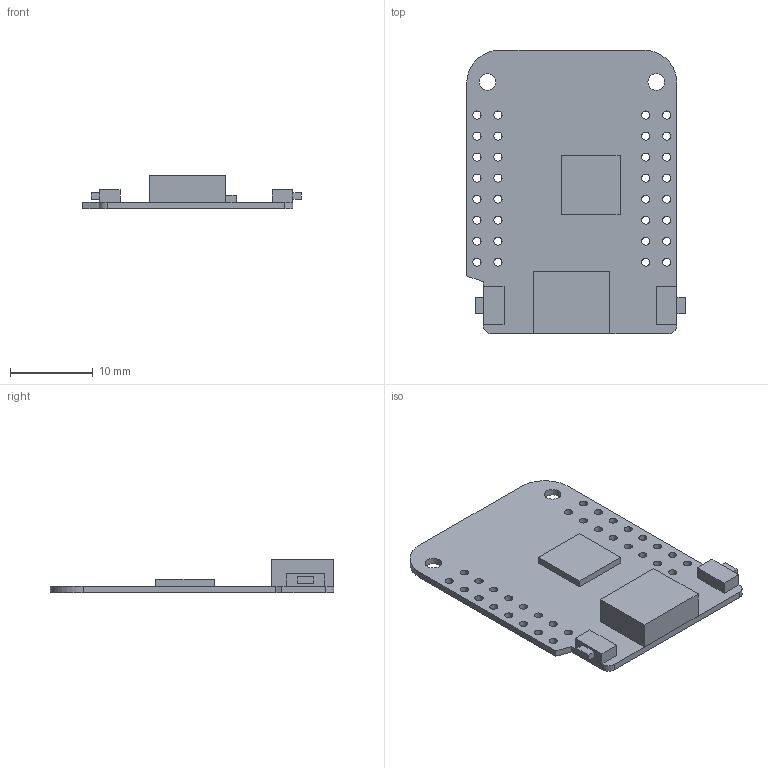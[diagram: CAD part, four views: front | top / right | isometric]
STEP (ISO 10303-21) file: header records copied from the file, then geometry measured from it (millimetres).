
FILE_DESCRIPTION(('FreeCAD Model'),'2;1');
FILE_NAME('Open CASCADE Shape Model','2024-08-22T22:02:48',(''),(''), 'Open CASCADE STEP processor 7.6','FreeCAD','Unknown');
FILE_SCHEMA(('AUTOMOTIVE_DESIGN { 1 0 10303 214 1 1 1 1 }'));
Length unit declared in the file: millimetre
Products named in the file (1): Pad005
Bounding box: 26.4 x 34.3 x 4.07 mm (x, y, z)
Volume: 963.2 mm3; surface area: 2008.2 mm2
Topology: 1 solids, 1 shells, 76 faces, 207 edges, 136 vertices
Faces by surface type: cylinder 38, plane 38
Full cylindrical faces by diameter (mm): 0.98 x32, 2 x2
Entity records: 2577 total; most frequent: DIRECTION 437, CARTESIAN_POINT 420, ORIENTED_EDGE 414, EDGE_CURVE 207, AXIS2_PLACEMENT_3D 153, FACE_BOUND 147, EDGE_LOOP 147, VERTEX_POINT 136
